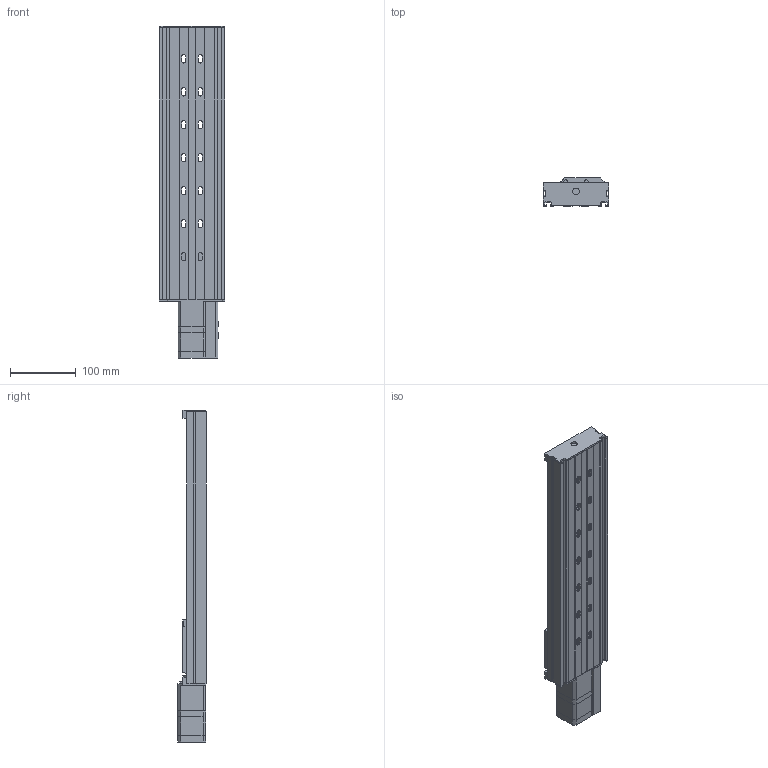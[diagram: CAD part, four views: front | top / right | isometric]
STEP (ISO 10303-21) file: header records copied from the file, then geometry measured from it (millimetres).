
FILE_DESCRIPTION (( 'STEP AP203' ), '1' );
FILE_NAME ('X-LRQ300xL-SVx.step', '2023-05-17T23:49:24', ( '' ), ( '' ), 'SwSTEP 2.0', 'SolidWorks 2019', '' );
FILE_SCHEMA (( 'CONFIG_CONTROL_DESIGN' ));
Length unit declared in the file: millimetre
Products named in the file (4): X-LRQ300xL-SVx; LRQ_base^LRQ_LRQ300L-V; NMS17_motor^LRQ_LRQ-V; LRQ_carriage^LRQ_LRQ-V
Assembly tree (3 placements, depth 2):
  X-LRQ300xL-SVx
    LRQ_base^LRQ_LRQ300L-V
    LRQ_carriage^LRQ_LRQ-V
    NMS17_motor^LRQ_LRQ-V
Bounding box: 100 x 42.5 x 503.2 mm (x, y, z)
Volume: 867357.6 mm3; surface area: 309847.1 mm2
Topology: 28 solids, 28 shells, 734 faces, 1861 edges, 1235 vertices
Faces by surface type: plane 460, cylinder 260, torus 12, cone 2
Entity records: 22796 total; most frequent: CARTESIAN_POINT 4000, DIRECTION 3876, ORIENTED_EDGE 3722, EDGE_CURVE 1861, VECTOR 1310, LINE 1310, AXIS2_PLACEMENT_3D 1283, VERTEX_POINT 1235
